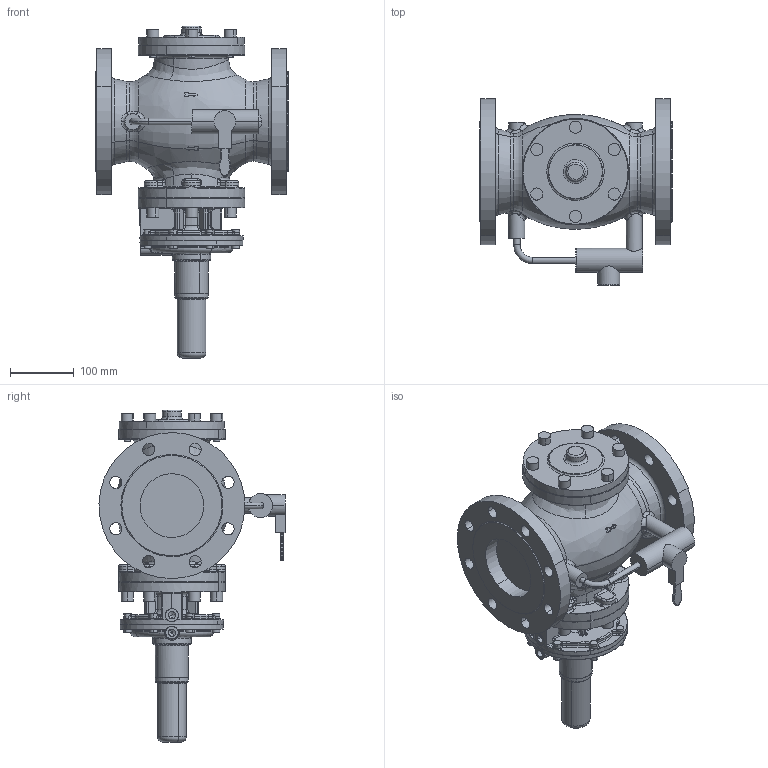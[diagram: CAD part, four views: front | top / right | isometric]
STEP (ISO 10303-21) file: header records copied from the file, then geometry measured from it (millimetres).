
FILE_DESCRIPTION(('CATIA V5 STEP Exchange','CAx-IF Rec.Pracs.--- Model Styling and Organization---1.4--- 2014-01-23','CAx-IF Rec.Pracs.---3D Tessellated Data Validation Properties---0.5---2014-09-14'),'2;1');
FILE_NAME('S100 DN100 links ANSI.stp','2023-04-25T12:15:58+00:00',('none'),('none'),'CATIA Version 5-6 Release 2018 SP2','CATIA V5 STEP AP242','none');
FILE_SCHEMA(('AP242_MANAGED_MODEL_BASED_3D_ENGINEERING_MIM_LF {1 0 10303 442 1 1 4}'));
Products named in the file (3): Product1; S100 DN100; 723251-G
Assembly tree (2 placements, depth 2):
  Product1
    S100 DN100
    723251-G
Bounding box: 301.5 x 291.97 x 521 mm (x, y, z)
Volume: 9354927.2 mm3; surface area: 608042.7 mm2
Topology: 3 solids, 26 shells, 1434 faces, 3370 edges, 1958 vertices
Faces by surface type: cylinder 486, bspline 319, torus 286, plane 211, cone 96, sphere 24, revolution 12
Entity records: 60380 total; most frequent: CARTESIAN_POINT 33785, ORIENTED_EDGE 6606, EDGE_CURVE 3303, DIRECTION 3239, VERTEX_POINT 1957, AXIS2_PLACEMENT_3D 1847, EDGE_LOOP 1530, ADVANCED_FACE 1433
